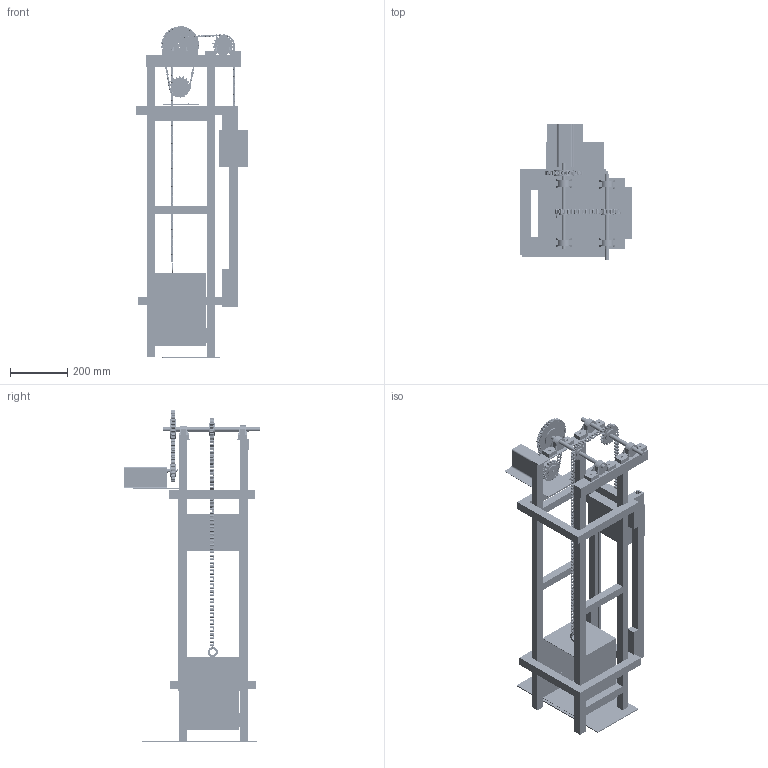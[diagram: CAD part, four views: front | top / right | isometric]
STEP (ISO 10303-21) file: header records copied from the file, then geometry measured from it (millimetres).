
FILE_DESCRIPTION(/* description */ (''),/* implementation_level */ '2;1');
FILE_NAME(/* name */ 'Elevator.stp',/* time_stamp */ '2022-02-09T09:47:01+03:00',/* author */ (''),/* organization */ (''),/* preprocessor_version */ 'ST-DEVELOPER v16.7',/* originating_system */ 'SIEMENS PLM Software NX 1930',/* authorisation */ '');
FILE_SCHEMA (('AUTOMOTIVE_DESIGN { 1 0 10303 214 3 1 1 1 }'));
Length unit declared in the file: millimetre
Products named in the file (29): RLc part1; RLc part2; motor shaft; motorin; motor out; hook; hook small; counter rail; SPUR gear75; SPURgear60; motor spur; SPURgear130; counter_weight; model4; cage; motorcover; motor holder; shaft 2.idler; pillow; angleline; new tubing; stands; Rollerchain.O.ass; roller chain; chain sim60-70; chain sim 130-70; GEAR MOTOR; shaft one.sproket; assembly last
Assembly tree (186 placements, depth 4):
  assembly last
    stands
    new tubing  x2
    angleline  x2
    pillow  x4
    shaft one.sproket
      shaft 2.idler
    shaft 2.idler
    motor holder
    motorcover
    cage
    model4
    counter_weight
    GEAR MOTOR
      motor out
      motorin
      motor shaft
    SPURgear130
    motor spur
    SPURgear60
    SPUR gear75
    counter rail  x2
    hook small
    chain sim 130-70
      Rollerchain.O.ass
        RLc part2
        RLc part1  x2
      roller chain  x46
        RLc part2
        RLc part1
      RLc part2
    chain sim60-70
      Rollerchain.O.ass
        RLc part2
        RLc part1  x2
      roller chain  x101
        RLc part2
        RLc part1
    hook
Bounding box: 387.57 x 476.76 x 1158.26 mm (x, y, z)
Volume: 11962934.4 mm3; surface area: 2457933.8 mm2
Topology: 495 solids, 495 shells, 4541 faces, 9306 edges, 6078 vertices
Faces by surface type: cylinder 1697, plane 1618, extrusion 900, torus 324, bspline 2
Full cylindrical faces by diameter (mm): 0.75 x3, 2 x3, 5 x904, 6 x2, 7.5 x157, 9 x1, 10 x1, 13.5 x1, 15 x4, 16 x8, 20 x3, 25 x2, 35 x2, 45 x4, 70 x2
Entity records: 21794 total; most frequent: CARTESIAN_POINT 3885, DIRECTION 3783, ORIENTED_EDGE 2996, AXIS2_PLACEMENT_3D 1505, EDGE_CURVE 1498, VERTEX_POINT 1017, VECTOR 773, LINE 767
